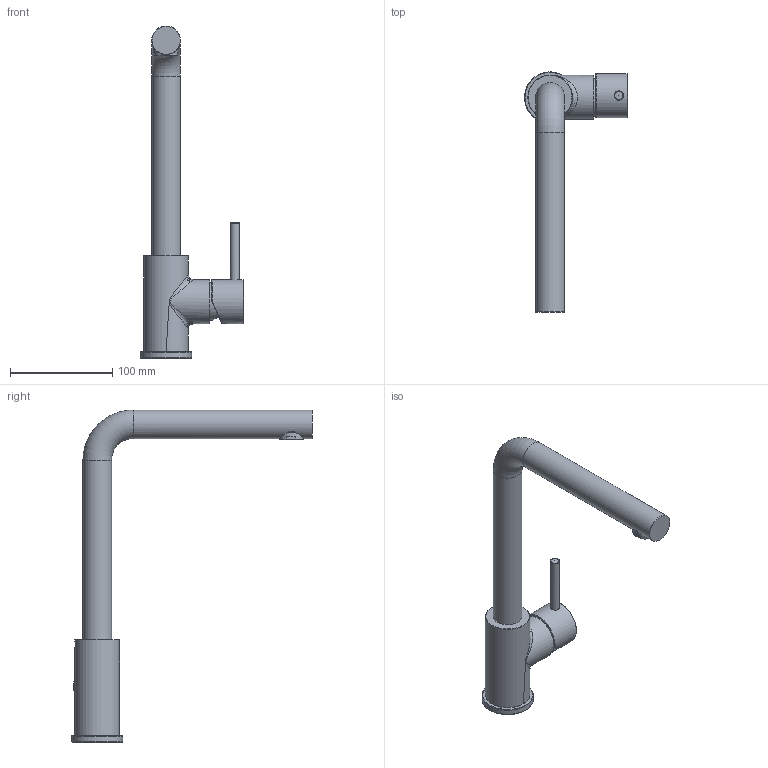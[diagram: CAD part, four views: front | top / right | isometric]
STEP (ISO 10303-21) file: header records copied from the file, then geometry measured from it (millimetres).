
FILE_DESCRIPTION(/* description */ ('Unknown'),/* implementation_level */ '2;1');
FILE_NAME(/* name */ 'FKM23-00',/* time_stamp */ '2022-10-17T13:07:40+02:00',/* author */ ('Unknown'),/* organization */ ('Unknown'),/* preprocessor_version */ 'ST-DEVELOPER v16.7',/* originating_system */ 'DEX',/* authorisation */ $);
FILE_SCHEMA (('AUTOMOTIVE_DESIGN {1 0 10303 214 3 1 1}'));
Length unit declared in the file: millimetre
Products named in the file (13): FKM23-00; FKM17-007_oa_0; cartuccia lilac_oa_1; p5; p8; mantello; FKM18-02_oa_2; FKM18-Bocca; FKM14-003_oa_3; FKM14-04; FKM14-03; FKM18-01; FKM17-12
Assembly tree (12 placements, depth 4):
  FKM23-00
    FKM17-007_oa_0
      cartuccia lilac_oa_1
        p5
        p8
      mantello
    FKM18-02_oa_2
      FKM18-Bocca
    FKM14-003_oa_3
      FKM14-04
    FKM14-03
    FKM18-01
    FKM17-12
Bounding box: 100.55 x 235 x 324 mm (x, y, z)
Volume: 203627.7 mm3; surface area: 118323.7 mm2
Topology: 8 solids, 8 shells, 822 faces, 2262 edges, 1144 vertices
Faces by surface type: cylinder 455, plane 196, bspline 102, cone 33, torus 25, sphere 11
Full cylindrical faces by diameter (mm): 0.24 x300, 3.242 x1, 4.134 x1, 6.5 x1, 6.647 x2, 8.917 x4, 9 x1, 11 x2, 16.7 x1, 16.8 x1, 18 x1, 18.15 x1, 18.9 x1, 19.15 x1, 19.95 x1, 20 x1, 20.1 x1, 20.85 x1, 21 x1, 22 x1, 23 x2, 23.7 x2, 24 x2, 24.2 x1, 24.5 x1, 28 x2, 29.5 x1, 33 x1, 35.376 x2, 35.5 x1
Entity records: 26221 total; most frequent: CARTESIAN_POINT 6764, DIRECTION 4065, ORIENTED_EDGE 3630, EDGE_CURVE 1815, AXIS2_PLACEMENT_3D 1803, EDGE_LOOP 1267, FACE_BOUND 1267, VERTEX_POINT 1100
